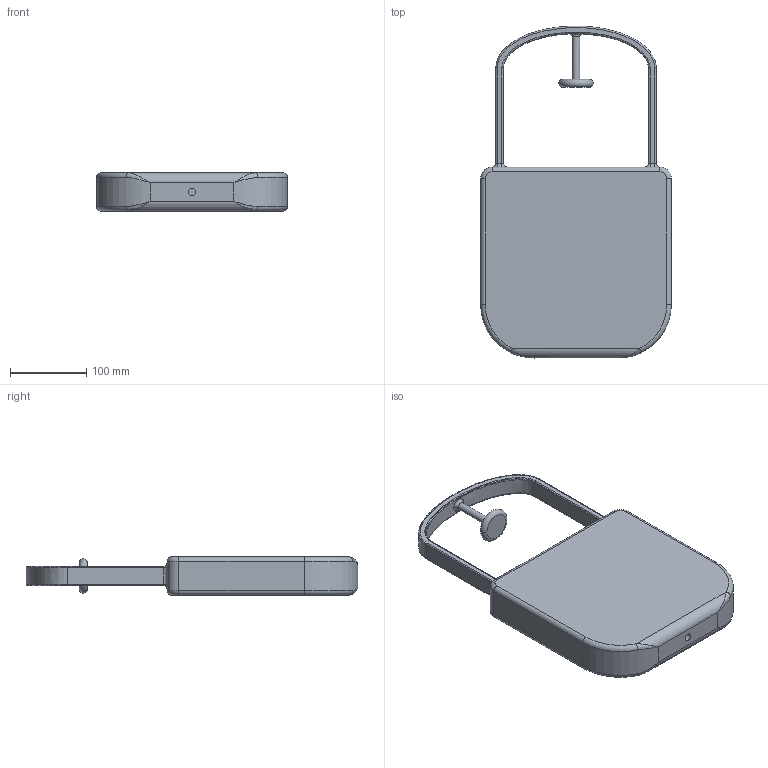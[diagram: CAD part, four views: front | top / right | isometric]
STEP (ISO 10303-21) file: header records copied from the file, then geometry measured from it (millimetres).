
FILE_DESCRIPTION((''),'2;1');
FILE_NAME('BIG_TRACK_FOLLOWER','2020-10-04T20:36:08',('HP'),(''),'CREO PARAMETRIC BY PTC INC, 2018050','CREO PARAMETRIC BY PTC INC, 2018050','');
FILE_SCHEMA(('CONFIG_CONTROL_DESIGN'));
Length unit declared in the file: millimetre
Products named in the file (1): BIG_TRACK_FOLLOWER
Bounding box: 250 x 435 x 50 mm (x, y, z)
Volume: 3011500.4 mm3; surface area: 243814.8 mm2
Topology: 1 solids, 2 shells, 92 faces, 212 edges, 126 vertices
Faces by surface type: cylinder 34, plane 24, torus 20, bspline 10, extrusion 4
Entity records: 4076 total; most frequent: CARTESIAN_POINT 1992, DIRECTION 428, ORIENTED_EDGE 424, EDGE_CURVE 212, AXIS2_PLACEMENT_3D 168, VERTEX_POINT 126, EDGE_LOOP 98, VECTOR 92
